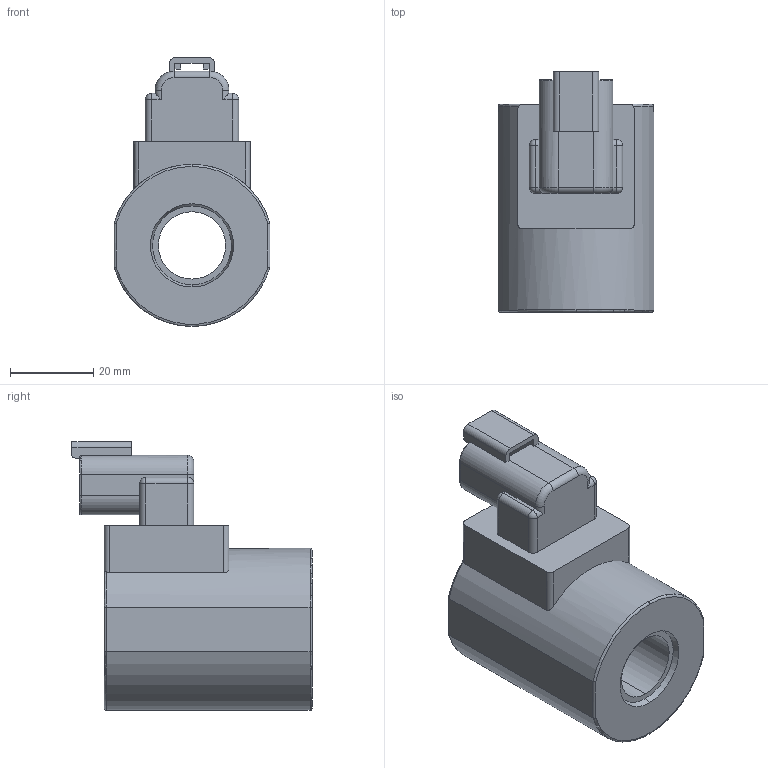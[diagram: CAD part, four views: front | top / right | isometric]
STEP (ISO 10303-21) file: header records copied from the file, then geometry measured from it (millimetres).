
FILE_DESCRIPTION (( 'STEP AP203' ), '1' );
FILE_NAME ('EC16B260F.STEP', '2021-05-06T08:15:04', ( '' ), ( '' ), 'SwSTEP 2.0', 'SolidWorks 2018', '' );
FILE_SCHEMA (( 'CONFIG_CONTROL_DESIGN' ));
Length unit declared in the file: millimetre
Products named in the file (1): EC16B260F
Bounding box: 37.5 x 57.8 x 64.7 mm (x, y, z)
Volume: 59687.2 mm3; surface area: 14559.5 mm2
Topology: 1 solids, 1 shells, 132 faces, 343 edges, 212 vertices
Faces by surface type: plane 52, cylinder 48, cone 16, torus 12, sphere 4
Entity records: 4164 total; most frequent: CARTESIAN_POINT 836, DIRECTION 693, ORIENTED_EDGE 678, EDGE_CURVE 339, AXIS2_PLACEMENT_3D 247, VERTEX_POINT 212, VECTOR 199, LINE 199
